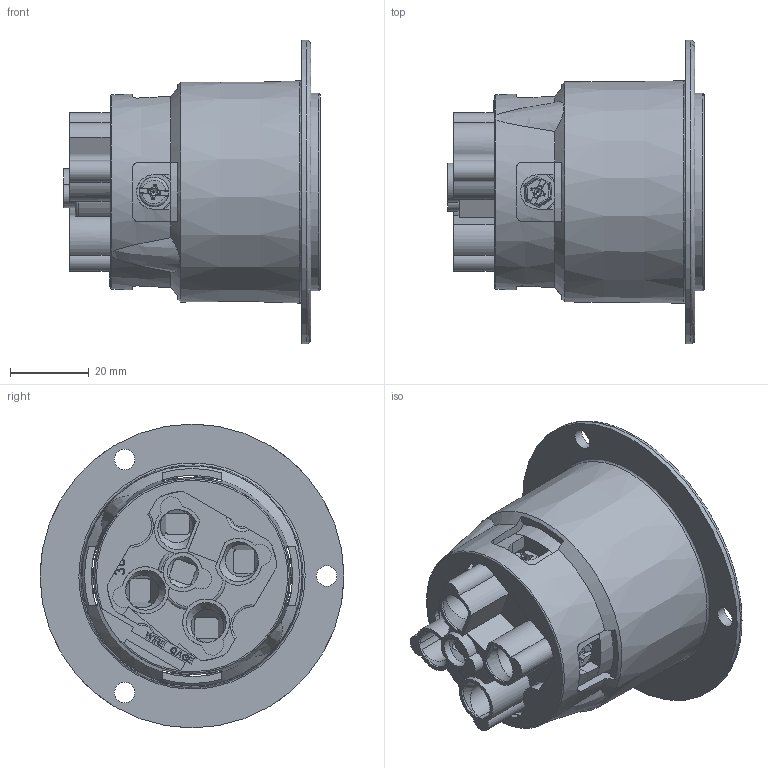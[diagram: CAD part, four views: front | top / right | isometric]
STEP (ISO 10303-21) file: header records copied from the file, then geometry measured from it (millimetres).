
FILE_DESCRIPTION (( 'STEP AP214' ), '1' );
FILE_NAME ('CATSTD-02746-000-M01.STEP', '2020-03-02T16:49:22', ( '' ), ( '' ), 'SwSTEP 2.0', 'SolidWorks 2017', '' );
FILE_SCHEMA (( 'AUTOMOTIVE_DESIGN' ));
Length unit declared in the file: inch
Products named in the file (2): CATSTD-02746-000-M01
Bounding box: 65.07 x 76.99 x 76.99 mm (x, y, z)
Volume: 118931.1 mm3; surface area: 45367.6 mm2
Topology: 7 solids, 7 shells, 1459 faces, 4185 edges, 2817 vertices
Faces by surface type: plane 951, cylinder 350, bspline 100, cone 58
Full cylindrical faces by diameter (mm): 2.769 x2, 2.997 x2, 3.251 x2, 4.191 x2, 4.218 x4, 5.065 x1, 5.077 x1, 5.207 x3, 5.74 x1, 5.791 x1, 6.35 x1, 6.604 x2, 6.985 x2, 7.518 x3, 7.888 x1, 10.058 x4, 10.109 x2, 49.987 x1, 76.987 x1
Entity records: 86103 total; most frequent: CARTESIAN_POINT 31893, ORIENTED_EDGE 8190, DIRECTION 5971, EDGE_CURVE 4095, VERTEX_POINT 2783, LINE 2317, VECTOR 2317, AXIS2_PLACEMENT_3D 1827
